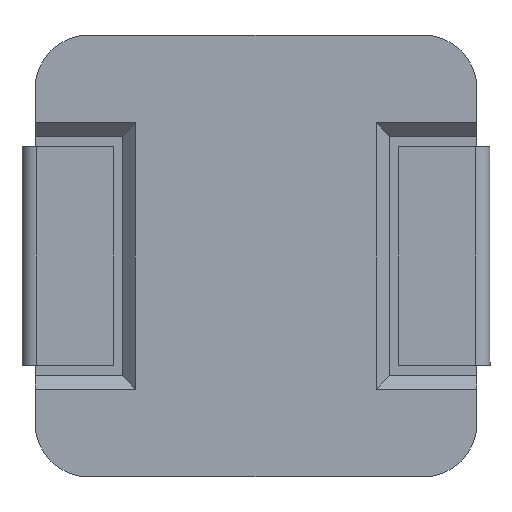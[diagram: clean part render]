
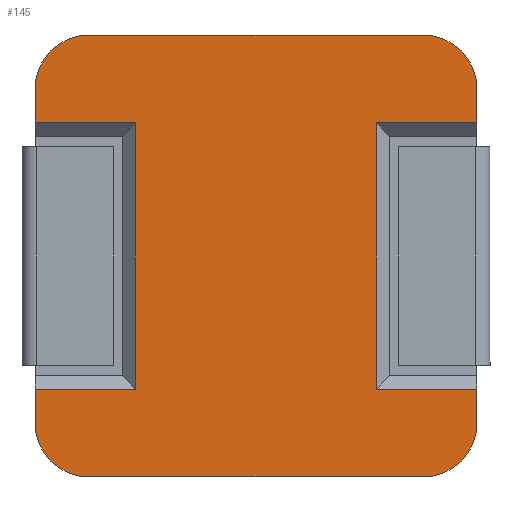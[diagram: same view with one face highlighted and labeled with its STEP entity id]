
A CAD part, front view. The second image highlights one B-rep face of the part: STEP entity #145.
In plain terms, the highlighted planar face has unit normal (0, -1, 0).
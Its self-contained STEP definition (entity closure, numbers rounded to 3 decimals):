
#145=ADVANCED_FACE('NONE',(#346),#347,.F.);
#346=FACE_OUTER_BOUND('',#600,.T.);
#347=PLANE('',#601);
#600=EDGE_LOOP('',(#1037,#1038,#1039,#1040,#1041,#1042,#1043,#1044,#1045,#1046,#1047,#1048,#1049,#1050,#1051,#1052));
#601=AXIS2_PLACEMENT_3D('',#1053,#1054,#1055);
#1037=ORIENTED_EDGE('',*,*,#1675,.F.);
#1038=ORIENTED_EDGE('',*,*,#1713,.T.);
#1039=ORIENTED_EDGE('',*,*,#1714,.T.);
#1040=ORIENTED_EDGE('',*,*,#1715,.T.);
#1041=ORIENTED_EDGE('',*,*,#1614,.F.);
#1042=ORIENTED_EDGE('',*,*,#1668,.F.);
#1043=ORIENTED_EDGE('',*,*,#1706,.F.);
#1044=ORIENTED_EDGE('',*,*,#1700,.F.);
#1045=ORIENTED_EDGE('',*,*,#1697,.F.);
#1046=ORIENTED_EDGE('',*,*,#1716,.T.);
#1047=ORIENTED_EDGE('',*,*,#1717,.T.);
#1048=ORIENTED_EDGE('',*,*,#1718,.T.);
#1049=ORIENTED_EDGE('',*,*,#1627,.F.);
#1050=ORIENTED_EDGE('',*,*,#1690,.F.);
#1051=ORIENTED_EDGE('',*,*,#1687,.F.);
#1052=ORIENTED_EDGE('',*,*,#1679,.F.);
#1053=CARTESIAN_POINT('',(2.673,2.428,8.036));
#1054=DIRECTION('',(-0.0,1.0,0.0));
#1055=DIRECTION('',(1.0,0.0,0.0));
#1614=EDGE_CURVE('NONE',#1936,#1938,#1939,.T.);
#1627=EDGE_CURVE('NONE',#1959,#1961,#1962,.T.);
#1668=EDGE_CURVE('NONE',#2032,#1936,#2033,.T.);
#1675=EDGE_CURVE('NONE',#2042,#2044,#2045,.T.);
#1679=EDGE_CURVE('NONE',#2044,#2050,#2051,.T.);
#1687=EDGE_CURVE('NONE',#2050,#2063,#2064,.T.);
#1690=EDGE_CURVE('NONE',#2063,#1959,#2067,.T.);
#1697=EDGE_CURVE('NONE',#2077,#2079,#2080,.T.);
#1700=EDGE_CURVE('NONE',#2079,#2083,#2084,.T.);
#1706=EDGE_CURVE('NONE',#2083,#2032,#2092,.T.);
#1713=EDGE_CURVE('NONE',#2042,#2102,#2103,.T.);
#1714=EDGE_CURVE('NONE',#2102,#2104,#2105,.T.);
#1715=EDGE_CURVE('NONE',#2104,#1938,#2106,.T.);
#1716=EDGE_CURVE('NONE',#2077,#2107,#2108,.T.);
#1717=EDGE_CURVE('NONE',#2107,#2109,#2110,.T.);
#1718=EDGE_CURVE('NONE',#2109,#1961,#2111,.T.);
#1936=VERTEX_POINT('NONE',#2404);
#1938=VERTEX_POINT('NONE',#2407);
#1939=LINE('',#2408,#2409);
#1959=VERTEX_POINT('NONE',#2448);
#1961=VERTEX_POINT('NONE',#2451);
#1962=LINE('',#2452,#2453);
#2032=VERTEX_POINT('NONE',#2571);
#2033=CIRCLE('',#2572,0.625);
#2042=VERTEX_POINT('NONE',#2585);
#2044=VERTEX_POINT('NONE',#2588);
#2045=LINE('',#2589,#2590);
#2050=VERTEX_POINT('NONE',#2597);
#2051=CIRCLE('',#2598,0.625);
#2063=VERTEX_POINT('NONE',#2615);
#2064=LINE('',#2616,#2617);
#2067=CIRCLE('',#2621,0.625);
#2077=VERTEX_POINT('NONE',#2635);
#2079=VERTEX_POINT('NONE',#2638);
#2080=LINE('',#2639,#2640);
#2083=VERTEX_POINT('NONE',#2644);
#2084=CIRCLE('',#2645,0.625);
#2092=LINE('',#2657,#2658);
#2102=VERTEX_POINT('NONE',#2671);
#2103=LINE('',#2672,#2673);
#2104=VERTEX_POINT('NONE',#2674);
#2105=LINE('',#2675,#2676);
#2106=LINE('',#2677,#2678);
#2107=VERTEX_POINT('NONE',#2679);
#2108=LINE('',#2680,#2681);
#2109=VERTEX_POINT('NONE',#2682);
#2110=LINE('',#2683,#2684);
#2111=LINE('',#2685,#2686);
#2404=CARTESIAN_POINT('',(3.297,2.428,8.036));
#2407=CARTESIAN_POINT('',(3.297,2.428,7.637));
#2408=CARTESIAN_POINT('',(3.297,2.428,8.036));
#2409=VECTOR('',#3058,1000.0);
#2448=CARTESIAN_POINT('',(-1.849,2.428,4.14));
#2451=CARTESIAN_POINT('',(-1.849,2.428,4.538));
#2452=CARTESIAN_POINT('',(-1.849,2.428,8.036));
#2453=VECTOR('',#3067,1000.0);
#2571=CARTESIAN_POINT('',(2.673,2.428,8.661));
#2572=AXIS2_PLACEMENT_3D('',#3110,#3111,#3112);
#2585=CARTESIAN_POINT('',(3.297,2.428,4.538));
#2588=CARTESIAN_POINT('',(3.297,2.428,4.14));
#2589=CARTESIAN_POINT('',(3.297,2.428,8.036));
#2590=VECTOR('',#3118,1000.0);
#2597=CARTESIAN_POINT('',(2.673,2.428,3.515));
#2598=AXIS2_PLACEMENT_3D('',#3121,#3122,#3123);
#2615=CARTESIAN_POINT('',(-1.224,2.428,3.515));
#2616=CARTESIAN_POINT('',(-1.224,2.428,3.515));
#2617=VECTOR('',#3132,1000.0);
#2621=AXIS2_PLACEMENT_3D('',#3134,#3135,#3136);
#2635=CARTESIAN_POINT('',(-1.849,2.428,7.637));
#2638=CARTESIAN_POINT('',(-1.849,2.428,8.036));
#2639=CARTESIAN_POINT('',(-1.849,2.428,8.036));
#2640=VECTOR('',#3142,1000.0);
#2644=CARTESIAN_POINT('',(-1.224,2.428,8.661));
#2645=AXIS2_PLACEMENT_3D('',#3144,#3145,#3146);
#2657=CARTESIAN_POINT('',(-1.224,2.428,8.661));
#2658=VECTOR('',#3151,1000.0);
#2671=CARTESIAN_POINT('',(2.129,2.428,4.538));
#2672=CARTESIAN_POINT('',(2.673,2.428,4.538));
#2673=VECTOR('',#3158,1000.0);
#2674=CARTESIAN_POINT('',(2.129,2.428,7.637));
#2675=CARTESIAN_POINT('',(2.129,2.428,8.036));
#2676=VECTOR('',#3159,1000.0);
#2677=CARTESIAN_POINT('',(2.673,2.428,7.637));
#2678=VECTOR('',#3160,1000.0);
#2679=CARTESIAN_POINT('',(-0.68,2.428,7.637));
#2680=CARTESIAN_POINT('',(2.673,2.428,7.637));
#2681=VECTOR('',#3161,1000.0);
#2682=CARTESIAN_POINT('',(-0.68,2.428,4.538));
#2683=CARTESIAN_POINT('',(-0.68,2.428,8.036));
#2684=VECTOR('',#3162,1000.0);
#2685=CARTESIAN_POINT('',(2.673,2.428,4.538));
#2686=VECTOR('',#3163,1000.0);
#3058=DIRECTION('',(0.0,0.0,-1.0));
#3067=DIRECTION('',(-0.0,-0.0,1.0));
#3110=CARTESIAN_POINT('',(2.673,2.428,8.036));
#3111=DIRECTION('',(0.0,1.0,0.0));
#3112=DIRECTION('',(0.0,0.0,1.0));
#3118=DIRECTION('',(0.0,0.0,-1.0));
#3121=CARTESIAN_POINT('',(2.673,2.428,4.14));
#3122=DIRECTION('',(0.0,1.0,0.0));
#3123=DIRECTION('',(0.0,0.0,-1.0));
#3132=DIRECTION('',(-1.0,-0.0,-0.0));
#3134=CARTESIAN_POINT('',(-1.224,2.428,4.14));
#3135=DIRECTION('',(0.0,1.0,0.0));
#3136=DIRECTION('',(0.0,0.0,-1.0));
#3142=DIRECTION('',(-0.0,-0.0,1.0));
#3144=CARTESIAN_POINT('',(-1.224,2.428,8.036));
#3145=DIRECTION('',(0.0,1.0,0.0));
#3146=DIRECTION('',(0.0,0.0,-1.0));
#3151=DIRECTION('',(1.0,0.0,0.0));
#3158=DIRECTION('',(-1.0,0.0,0.0));
#3159=DIRECTION('',(0.0,0.0,1.0));
#3160=DIRECTION('',(1.0,0.0,0.));
#3161=DIRECTION('',(1.0,0.0,0.));
#3162=DIRECTION('',(0.0,0.0,-1.0));
#3163=DIRECTION('',(-1.0,0.0,0.0));
